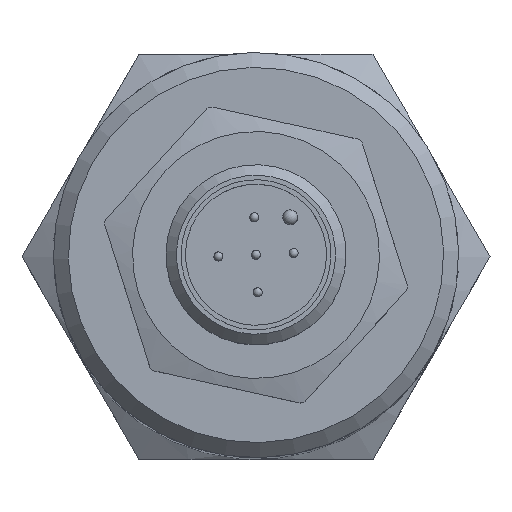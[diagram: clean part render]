
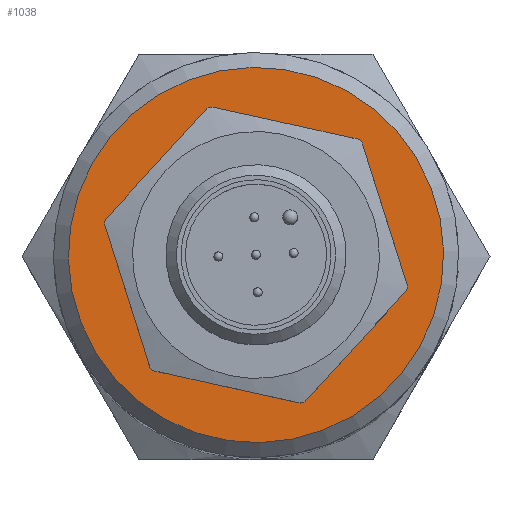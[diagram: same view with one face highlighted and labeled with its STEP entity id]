
A CAD part, top view. The second image highlights one B-rep face of the part: STEP entity #1038.
In plain terms, the highlighted face is planar.
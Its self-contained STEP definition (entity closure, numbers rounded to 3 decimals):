
#1038=ADVANCED_FACE('',(#2327,#2329),#2331,.T.);
#2327=FACE_BOUND('',#2328,.T.);
#2328=EDGE_LOOP('',(#3227));
#2329=FACE_BOUND('',#2330,.T.);
#2330=EDGE_LOOP('',(#3228));
#2331=PLANE('',#2332);
#2332=AXIS2_PLACEMENT_3D('',#2333,#2334,#2335);
#2333=CARTESIAN_POINT('',(0.,3.2,0.));
#2334=DIRECTION('',(0.,1.,-0.));
#2335=DIRECTION('',(0.,0.,1.));
#3227=ORIENTED_EDGE('',*,*,#3623,.T.);
#3228=ORIENTED_EDGE('',*,*,#3618,.T.);
#3618=EDGE_CURVE('',#3978,#3978,#3979,.T.);
#3623=EDGE_CURVE('',#3988,#3988,#3989,.T.);
#3978=VERTEX_POINT('',#5370);
#3979=CIRCLE('',#5371,9.);
#3988=VERTEX_POINT('',#5395);
#3989=CIRCLE('',#5396,12.5);
#5370=CARTESIAN_POINT('',(0.,3.2,9.));
#5371=AXIS2_PLACEMENT_3D('',#5372,#5373,#5374);
#5372=CARTESIAN_POINT('',(0.,3.2,0.));
#5373=DIRECTION('',(-0.,-1.,0.));
#5374=DIRECTION('',(0.,0.,1.));
#5395=CARTESIAN_POINT('',(0.,3.2,-12.5));
#5396=AXIS2_PLACEMENT_3D('',#5397,#5398,#5399);
#5397=CARTESIAN_POINT('',(0.,3.2,0.));
#5398=DIRECTION('',(0.,1.,-0.));
#5399=DIRECTION('',(0.,0.,1.));
